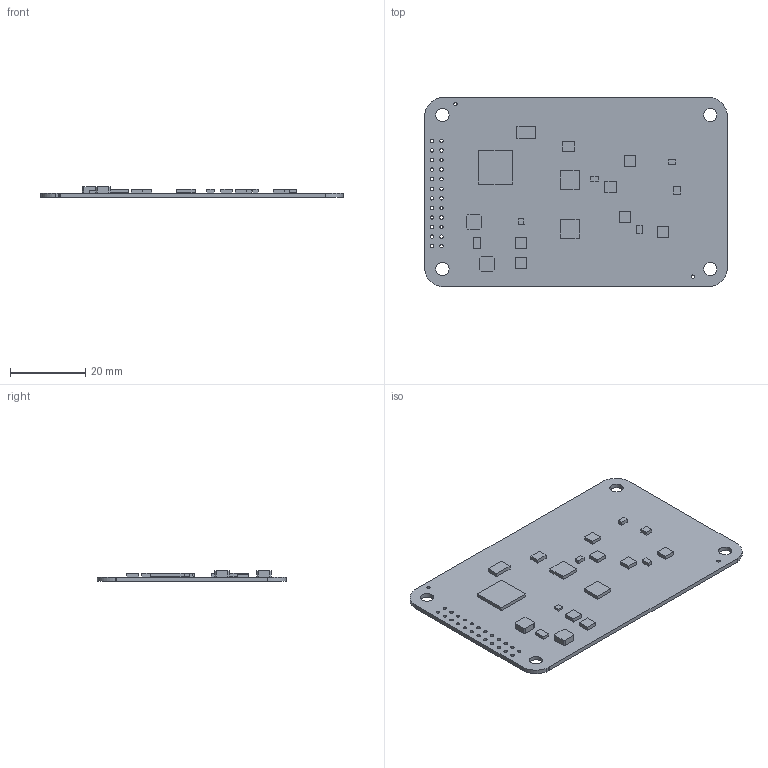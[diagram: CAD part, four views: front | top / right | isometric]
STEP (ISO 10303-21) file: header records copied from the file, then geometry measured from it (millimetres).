
FILE_DESCRIPTION(('Open CASCADE Model'),'2;1');
FILE_NAME('Open CASCADE Shape Model','2017-07-12T18:02:30',('Author'),( 'Open CASCADE'),'Open CASCADE STEP processor 6.8','Open CASCADE 6.8' ,'Unknown');
FILE_SCHEMA(('AUTOMOTIVE_DESIGN { 1 0 10303 214 1 1 1 1 }'));
Length unit declared in the file: millimetre
Products named in the file (44): PCB; Board; Y300; 735138632; Extruded; Y200; 735138768; U300; 735138904; U208; 735139448; U207; 735139040; U206; 735139312; U205; U204; 735139176; U203; 735138360; U202; 735138496; U201; U200; U103; U102; 735139584; U101; U100; 735139720; T200; L101; 735139856; L100
Assembly tree (50 placements, depth 4):
  PCB
    Board
    Y300
      735138632
        Extruded
    Y200
      735138768
        Extruded
    U300
      735138904
        Extruded
    U208
      735139448
        Extruded
    U207
      735139040
        Extruded
    U206
      735139312
        Extruded
    U205
      735139312
        Extruded
    U204
      735139176
        Extruded
    U203
      735138360
        Extruded
    U202
      735138496
        Extruded
    U201
      735139312
        Extruded
    U200
      735139448
        Extruded
    U103
      735139312
        Extruded
    U102
      735139584
    U101
      735139312
        Extruded
    U100
      735139720
        Extruded
    T200
      735138496
        Extruded
    L101
      735139856
        Extruded
    L100
      735139856
        Extruded
Bounding box: 80.28 x 50.29 x 2.82 mm (x, y, z)
Volume: 4711.2 mm3; surface area: 9105.5 mm2
Topology: 21 solids, 21 shells, 181 faces, 417 edges, 278 vertices
Faces by surface type: plane 135, cylinder 46
Full cylindrical faces by diameter (mm): 0.9 x26, 3.5 x4
Entity records: 4978 total; most frequent: DIRECTION 785, CARTESIAN_POINT 721, ORIENTED_EDGE 642, EDGE_CURVE 321, AXIS2_PLACEMENT_3D 278, LINE 229, VECTOR 229, VERTEX_POINT 214
